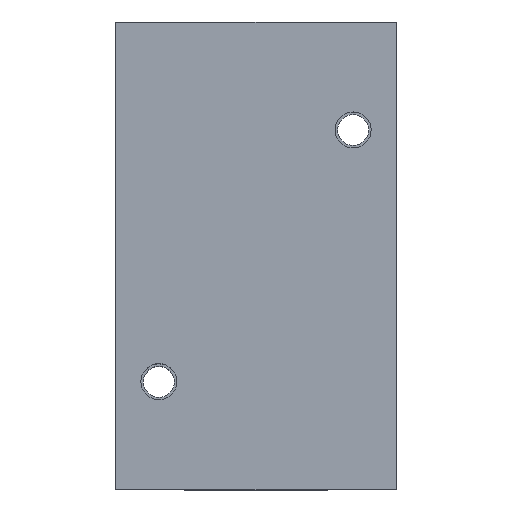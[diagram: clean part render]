
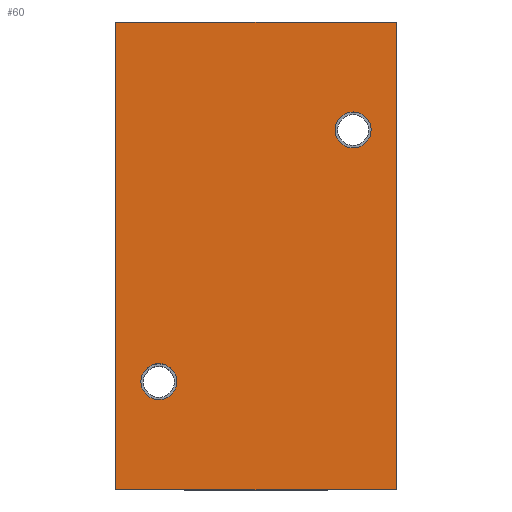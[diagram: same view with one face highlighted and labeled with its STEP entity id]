
A CAD part, top view. The second image highlights one B-rep face of the part: STEP entity #60.
In plain terms, the highlighted planar face has unit normal (0, 0, 1).
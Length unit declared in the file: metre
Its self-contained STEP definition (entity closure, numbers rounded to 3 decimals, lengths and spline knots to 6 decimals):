
#60 = ADVANCED_FACE( '', ( #138, #139, #140 ), #141, .T. );
#138 = FACE_BOUND( '', #247, .T. );
#139 = FACE_BOUND( '', #248, .T. );
#140 = FACE_OUTER_BOUND( '', #249, .T. );
#141 = PLANE( '', #250 );
#247 = EDGE_LOOP( '', ( #371 ) );
#248 = EDGE_LOOP( '', ( #372 ) );
#249 = EDGE_LOOP( '', ( #373, #374, #375, #376 ) );
#250 = AXIS2_PLACEMENT_3D( '', #377, #378, #379 );
#371 = ORIENTED_EDGE( '', *, *, #593, .T. );
#372 = ORIENTED_EDGE( '', *, *, #594, .T. );
#373 = ORIENTED_EDGE( '', *, *, #595, .F. );
#374 = ORIENTED_EDGE( '', *, *, #596, .F. );
#375 = ORIENTED_EDGE( '', *, *, #597, .T. );
#376 = ORIENTED_EDGE( '', *, *, #598, .T. );
#377 = CARTESIAN_POINT( '', ( -0.039, -0.065, 0.03 ) );
#378 = DIRECTION( '', ( 0., 0., 1. ) );
#379 = DIRECTION( '', ( 1., 0., 0. ) );
#593 = EDGE_CURVE( '', #697, #697, #698, .T. );
#594 = EDGE_CURVE( '', #699, #699, #700, .T. );
#595 = EDGE_CURVE( '', #701, #702, #703, .T. );
#596 = EDGE_CURVE( '', #704, #701, #705, .T. );
#597 = EDGE_CURVE( '', #704, #706, #707, .T. );
#598 = EDGE_CURVE( '', #706, #702, #708, .T. );
#697 = VERTEX_POINT( '', #846 );
#698 = CIRCLE( '', #847, 0.005 );
#699 = VERTEX_POINT( '', #848 );
#700 = CIRCLE( '', #849, 0.005 );
#701 = VERTEX_POINT( '', #850 );
#702 = VERTEX_POINT( '', #851 );
#703 = LINE( '', #852, #853 );
#704 = VERTEX_POINT( '', #854 );
#705 = LINE( '', #855, #856 );
#706 = VERTEX_POINT( '', #857 );
#707 = LINE( '', #858, #859 );
#708 = LINE( '', #860, #861 );
#846 = CARTESIAN_POINT( '', ( -0.027, -0.04, 0.03 ) );
#847 = AXIS2_PLACEMENT_3D( '', #1049, #1050, #1051 );
#848 = CARTESIAN_POINT( '', ( 0.027, 0.03, 0.03 ) );
#849 = AXIS2_PLACEMENT_3D( '', #1052, #1053, #1054 );
#850 = CARTESIAN_POINT( '', ( -0.039, 0.065, 0.03 ) );
#851 = CARTESIAN_POINT( '', ( 0.039, 0.065, 0.03 ) );
#852 = CARTESIAN_POINT( '', ( -0.039, 0.065, 0.03 ) );
#853 = VECTOR( '', #1055, 1. );
#854 = CARTESIAN_POINT( '', ( -0.039, -0.065, 0.03 ) );
#855 = CARTESIAN_POINT( '', ( -0.039, -0.065, 0.03 ) );
#856 = VECTOR( '', #1056, 1. );
#857 = CARTESIAN_POINT( '', ( 0.039, -0.065, 0.03 ) );
#858 = CARTESIAN_POINT( '', ( -0.039, -0.065, 0.03 ) );
#859 = VECTOR( '', #1057, 1. );
#860 = CARTESIAN_POINT( '', ( 0.039, -0.065, 0.03 ) );
#861 = VECTOR( '', #1058, 1. );
#1049 = CARTESIAN_POINT( '', ( -0.027, -0.035, 0.03 ) );
#1050 = DIRECTION( '', ( 0., 0., -1. ) );
#1051 = DIRECTION( '', ( 0., -1., 0. ) );
#1052 = CARTESIAN_POINT( '', ( 0.027, 0.035, 0.03 ) );
#1053 = DIRECTION( '', ( 0., 0., -1. ) );
#1054 = DIRECTION( '', ( 0., -1., 0. ) );
#1055 = DIRECTION( '', ( 1., 0., 0. ) );
#1056 = DIRECTION( '', ( 0., 1., 0. ) );
#1057 = DIRECTION( '', ( 1., 0., 0. ) );
#1058 = DIRECTION( '', ( 0., 1., 0. ) );
